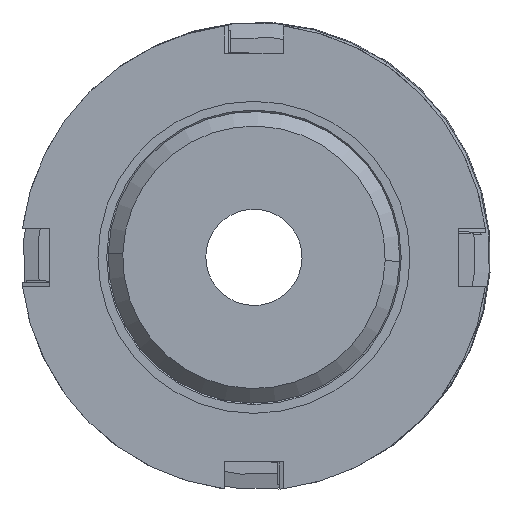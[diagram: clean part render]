
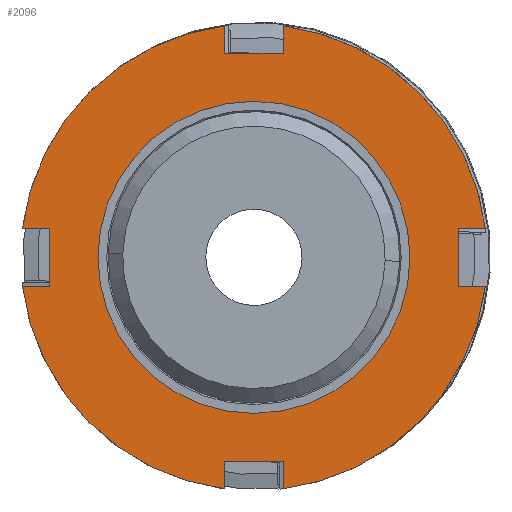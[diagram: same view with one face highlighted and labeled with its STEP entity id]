
A CAD part, front view. The second image highlights one B-rep face of the part: STEP entity #2096.
In plain terms, the highlighted planar face has unit normal (0, -1, 0).
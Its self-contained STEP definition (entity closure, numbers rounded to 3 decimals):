
#35 = VERTEX_POINT ( 'NONE', #2314 ) ;
#69 = VERTEX_POINT ( 'NONE', #4059 ) ;
#261 = ORIENTED_EDGE ( 'NONE', *, *, #1178, .T. ) ;
#274 = DIRECTION ( 'NONE',  ( 0., 0., 1. ) ) ;
#292 = DIRECTION ( 'NONE',  ( 1., 0., 0. ) ) ;
#293 = VERTEX_POINT ( 'NONE', #4197 ) ;
#311 = CARTESIAN_POINT ( 'NONE',  ( 2., -30., -15.875 ) ) ;
#318 = VERTEX_POINT ( 'NONE', #1463 ) ;
#337 = LINE ( 'NONE', #2991, #685 ) ;
#355 = LINE ( 'NONE', #1988, #2961 ) ;
#367 = VECTOR ( 'NONE', #2178, 1000. ) ;
#377 = EDGE_CURVE ( 'NONE', #1835, #3153, #2108, .T. ) ;
#410 = EDGE_CURVE ( 'NONE', #1973, #293, #3632, .T. ) ;
#454 = VECTOR ( 'NONE', #494, 1000. ) ;
#489 = ORIENTED_EDGE ( 'NONE', *, *, #3876, .T. ) ;
#490 = EDGE_CURVE ( 'NONE', #1703, #3770, #2260, .T. ) ;
#494 = DIRECTION ( 'NONE',  ( 1., 0., 0. ) ) ;
#500 = LINE ( 'NONE', #501, #4111 ) ;
#501 = CARTESIAN_POINT ( 'NONE',  ( 10.7, -30., 2. ) ) ;
#527 = CARTESIAN_POINT ( 'NONE',  ( -2., -30., -14. ) ) ;
#622 = CARTESIAN_POINT ( 'NONE',  ( 14., -30., -2. ) ) ;
#654 = EDGE_CURVE ( 'NONE', #3888, #2082, #3351, .T. ) ;
#675 = AXIS2_PLACEMENT_3D ( 'NONE', #3305, #1611, #1252 ) ;
#685 = VECTOR ( 'NONE', #2616, 1000. ) ;
#687 = CARTESIAN_POINT ( 'NONE',  ( 0., -30., 0. ) ) ;
#748 = ORIENTED_EDGE ( 'NONE', *, *, #490, .F. ) ;
#812 = EDGE_CURVE ( 'NONE', #3251, #1973, #337, .T. ) ;
#870 = ORIENTED_EDGE ( 'NONE', *, *, #4246, .F. ) ;
#883 = EDGE_CURVE ( 'NONE', #1703, #3473, #3867, .T. ) ;
#892 = VECTOR ( 'NONE', #1978, 1000. ) ;
#911 = EDGE_LOOP ( 'NONE', ( #3223, #748, #3702, #2049, #2343, #3646, #2137, #4104, #870, #1800, #3892, #261, #3723, #4251, #489, #3007 ) ) ;
#1011 = DIRECTION ( 'NONE',  ( 0., 1., 0. ) ) ;
#1042 = VECTOR ( 'NONE', #2718, 1000. ) ;
#1064 = AXIS2_PLACEMENT_3D ( 'NONE', #2700, #4022, #3367 ) ;
#1163 = CARTESIAN_POINT ( 'NONE',  ( 10.7, -30., 2. ) ) ;
#1178 = EDGE_CURVE ( 'NONE', #3153, #2082, #3916, .T. ) ;
#1196 = LINE ( 'NONE', #1163, #454 ) ;
#1205 = DIRECTION ( 'NONE',  ( 0., 1., 0. ) ) ;
#1215 = DIRECTION ( 'NONE',  ( 0., 0., -1. ) ) ;
#1223 = EDGE_CURVE ( 'NONE', #1835, #69, #4189, .T. ) ;
#1227 = EDGE_CURVE ( 'NONE', #35, #3888, #3820, .T. ) ;
#1244 = LINE ( 'NONE', #4132, #1042 ) ;
#1252 = DIRECTION ( 'NONE',  ( 0., 0., 1. ) ) ;
#1258 = DIRECTION ( 'NONE',  ( -1., 0., 0. ) ) ;
#1264 = CARTESIAN_POINT ( 'NONE',  ( -2., -30., 0. ) ) ;
#1354 = VECTOR ( 'NONE', #274, 1000. ) ;
#1394 = EDGE_CURVE ( 'NONE', #3251, #1635, #2131, .T. ) ;
#1463 = CARTESIAN_POINT ( 'NONE',  ( 2., -30., -14. ) ) ;
#1469 = CIRCLE ( 'NONE', #675, 10.7 ) ;
#1496 = EDGE_CURVE ( 'NONE', #2084, #3312, #3645, .T. ) ;
#1549 = DIRECTION ( 'NONE',  ( 0., 0., 1. ) ) ;
#1581 = AXIS2_PLACEMENT_3D ( 'NONE', #3403, #1011, #4101 ) ;
#1611 = DIRECTION ( 'NONE',  ( 0., 1., 0. ) ) ;
#1617 = LINE ( 'NONE', #2604, #1354 ) ;
#1635 = VERTEX_POINT ( 'NONE', #311 ) ;
#1703 = VERTEX_POINT ( 'NONE', #3788 ) ;
#1724 = PLANE ( 'NONE',  #1581 ) ;
#1761 = ORIENTED_EDGE ( 'NONE', *, *, #2429, .T. ) ;
#1784 = AXIS2_PLACEMENT_3D ( 'NONE', #2970, #1205, #3636 ) ;
#1800 = ORIENTED_EDGE ( 'NONE', *, *, #1223, .F. ) ;
#1813 = VERTEX_POINT ( 'NONE', #3950 ) ;
#1835 = VERTEX_POINT ( 'NONE', #2942 ) ;
#1841 = VECTOR ( 'NONE', #1215, 1000. ) ;
#1875 = CARTESIAN_POINT ( 'NONE',  ( 0., -30., 14. ) ) ;
#1908 = VECTOR ( 'NONE', #1258, 1000. ) ;
#1920 = DIRECTION ( 'NONE',  ( -1., 0., 0. ) ) ;
#1973 = VERTEX_POINT ( 'NONE', #622 ) ;
#1978 = DIRECTION ( 'NONE',  ( 0., 0., 1. ) ) ;
#1988 = CARTESIAN_POINT ( 'NONE',  ( 0., -30., -14. ) ) ;
#2022 = AXIS2_PLACEMENT_3D ( 'NONE', #4273, #2236, #3963 ) ;
#2049 = ORIENTED_EDGE ( 'NONE', *, *, #3488, .T. ) ;
#2072 = EDGE_CURVE ( 'NONE', #1813, #2462, #1244, .T. ) ;
#2082 = VERTEX_POINT ( 'NONE', #3061 ) ;
#2084 = VERTEX_POINT ( 'NONE', #4395 ) ;
#2096 = ADVANCED_FACE ( 'NONE', ( #3190, #3235 ), #1724, .F. ) ;
#2108 = LINE ( 'NONE', #2911, #1841 ) ;
#2131 = CIRCLE ( 'NONE', #2765, 16. ) ;
#2137 = ORIENTED_EDGE ( 'NONE', *, *, #812, .T. ) ;
#2151 = EDGE_LOOP ( 'NONE', ( #2290, #1761 ) ) ;
#2178 = DIRECTION ( 'NONE',  ( 0., 0., -1. ) ) ;
#2236 = DIRECTION ( 'NONE',  ( 0., 1., 0. ) ) ;
#2260 = CIRCLE ( 'NONE', #1064, 16. ) ;
#2290 = ORIENTED_EDGE ( 'NONE', *, *, #1496, .T. ) ;
#2314 = CARTESIAN_POINT ( 'NONE',  ( -15.875, -30., 2. ) ) ;
#2343 = ORIENTED_EDGE ( 'NONE', *, *, #2437, .F. ) ;
#2347 = CARTESIAN_POINT ( 'NONE',  ( 0., -30., 0. ) ) ;
#2429 = EDGE_CURVE ( 'NONE', #3312, #2084, #1469, .T. ) ;
#2437 = EDGE_CURVE ( 'NONE', #1635, #318, #1617, .T. ) ;
#2462 = VERTEX_POINT ( 'NONE', #3663 ) ;
#2503 = DIRECTION ( 'NONE',  ( 1., 0., 0. ) ) ;
#2604 = CARTESIAN_POINT ( 'NONE',  ( 2., -30., 0. ) ) ;
#2616 = DIRECTION ( 'NONE',  ( -1., 0., 0. ) ) ;
#2685 = DIRECTION ( 'NONE',  ( 0., 1., 0. ) ) ;
#2700 = CARTESIAN_POINT ( 'NONE',  ( 0., -30., 0. ) ) ;
#2718 = DIRECTION ( 'NONE',  ( 0., 0., -1. ) ) ;
#2765 = AXIS2_PLACEMENT_3D ( 'NONE', #2347, #2685, #4100 ) ;
#2766 = DIRECTION ( 'NONE',  ( 0., 0., 1. ) ) ;
#2859 = VECTOR ( 'NONE', #1549, 1000. ) ;
#2911 = CARTESIAN_POINT ( 'NONE',  ( 2., -30., 0. ) ) ;
#2942 = CARTESIAN_POINT ( 'NONE',  ( 2., -30., 15.875 ) ) ;
#2961 = VECTOR ( 'NONE', #292, 1000. ) ;
#2970 = CARTESIAN_POINT ( 'NONE',  ( 0., -30., 0. ) ) ;
#2991 = CARTESIAN_POINT ( 'NONE',  ( 10.7, -30., -2. ) ) ;
#3007 = ORIENTED_EDGE ( 'NONE', *, *, #2072, .T. ) ;
#3061 = CARTESIAN_POINT ( 'NONE',  ( -2., -30., 14. ) ) ;
#3153 = VERTEX_POINT ( 'NONE', #3781 ) ;
#3181 = CARTESIAN_POINT ( 'NONE',  ( -15.875, -30., -2. ) ) ;
#3190 = FACE_BOUND ( 'NONE', #2151, .T. ) ;
#3223 = ORIENTED_EDGE ( 'NONE', *, *, #3293, .F. ) ;
#3235 = FACE_OUTER_BOUND ( 'NONE', #911, .T. ) ;
#3251 = VERTEX_POINT ( 'NONE', #3490 ) ;
#3293 = EDGE_CURVE ( 'NONE', #3770, #2462, #4183, .T. ) ;
#3305 = CARTESIAN_POINT ( 'NONE',  ( 0., -30., 0. ) ) ;
#3312 = VERTEX_POINT ( 'NONE', #4200 ) ;
#3351 = LINE ( 'NONE', #4193, #367 ) ;
#3367 = DIRECTION ( 'NONE',  ( 0., 0., 1. ) ) ;
#3403 = CARTESIAN_POINT ( 'NONE',  ( 10.7, -30., 0. ) ) ;
#3429 = DIRECTION ( 'NONE',  ( 0., 1., 0. ) ) ;
#3473 = VERTEX_POINT ( 'NONE', #527 ) ;
#3488 = EDGE_CURVE ( 'NONE', #3473, #318, #355, .T. ) ;
#3490 = CARTESIAN_POINT ( 'NONE',  ( 15.875, -30., -2. ) ) ;
#3556 = CARTESIAN_POINT ( 'NONE',  ( 10.7, -30., -2. ) ) ;
#3582 = CARTESIAN_POINT ( 'NONE',  ( 14., -30., 0. ) ) ;
#3632 = LINE ( 'NONE', #3582, #2859 ) ;
#3636 = DIRECTION ( 'NONE',  ( 0., 0., 1. ) ) ;
#3645 = CIRCLE ( 'NONE', #4112, 10.7 ) ;
#3646 = ORIENTED_EDGE ( 'NONE', *, *, #1394, .F. ) ;
#3663 = CARTESIAN_POINT ( 'NONE',  ( -14., -30., -2. ) ) ;
#3702 = ORIENTED_EDGE ( 'NONE', *, *, #883, .T. ) ;
#3723 = ORIENTED_EDGE ( 'NONE', *, *, #654, .F. ) ;
#3770 = VERTEX_POINT ( 'NONE', #3181 ) ;
#3781 = CARTESIAN_POINT ( 'NONE',  ( 2., -30., 14. ) ) ;
#3788 = CARTESIAN_POINT ( 'NONE',  ( -2., -30., -15.875 ) ) ;
#3820 = CIRCLE ( 'NONE', #2022, 16. ) ;
#3867 = LINE ( 'NONE', #1264, #892 ) ;
#3876 = EDGE_CURVE ( 'NONE', #35, #1813, #1196, .T. ) ;
#3888 = VERTEX_POINT ( 'NONE', #4236 ) ;
#3892 = ORIENTED_EDGE ( 'NONE', *, *, #377, .T. ) ;
#3916 = LINE ( 'NONE', #1875, #1908 ) ;
#3950 = CARTESIAN_POINT ( 'NONE',  ( -14., -30., 2. ) ) ;
#3963 = DIRECTION ( 'NONE',  ( 0., 0., 1. ) ) ;
#4022 = DIRECTION ( 'NONE',  ( 0., 1., 0. ) ) ;
#4059 = CARTESIAN_POINT ( 'NONE',  ( 15.875, -30., 2. ) ) ;
#4100 = DIRECTION ( 'NONE',  ( 0., 0., 1. ) ) ;
#4101 = DIRECTION ( 'NONE',  ( 0., 0., 1. ) ) ;
#4104 = ORIENTED_EDGE ( 'NONE', *, *, #410, .T. ) ;
#4111 = VECTOR ( 'NONE', #1920, 1000. ) ;
#4112 = AXIS2_PLACEMENT_3D ( 'NONE', #687, #3429, #2766 ) ;
#4132 = CARTESIAN_POINT ( 'NONE',  ( -14., -30., 0. ) ) ;
#4183 = LINE ( 'NONE', #3556, #4232 ) ;
#4189 = CIRCLE ( 'NONE', #1784, 16. ) ;
#4193 = CARTESIAN_POINT ( 'NONE',  ( -2., -30., 0. ) ) ;
#4197 = CARTESIAN_POINT ( 'NONE',  ( 14., -30., 2. ) ) ;
#4200 = CARTESIAN_POINT ( 'NONE',  ( 0., -30., -10.7 ) ) ;
#4232 = VECTOR ( 'NONE', #2503, 1000. ) ;
#4236 = CARTESIAN_POINT ( 'NONE',  ( -2., -30., 15.875 ) ) ;
#4246 = EDGE_CURVE ( 'NONE', #69, #293, #500, .T. ) ;
#4251 = ORIENTED_EDGE ( 'NONE', *, *, #1227, .F. ) ;
#4273 = CARTESIAN_POINT ( 'NONE',  ( 0., -30., 0. ) ) ;
#4395 = CARTESIAN_POINT ( 'NONE',  ( 0., -30., 10.7 ) ) ;
